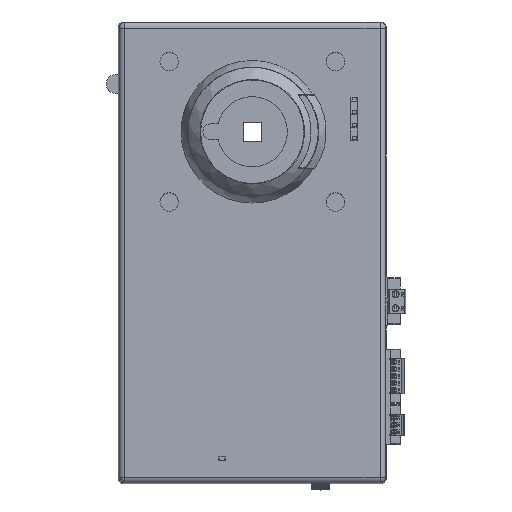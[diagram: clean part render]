
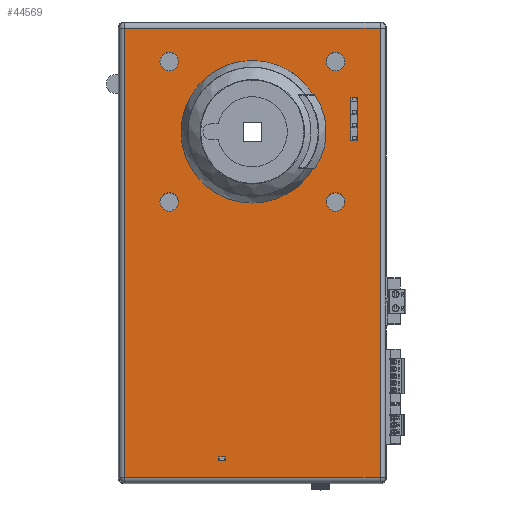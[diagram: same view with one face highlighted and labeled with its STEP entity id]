
A CAD part, top view. The second image highlights one B-rep face of the part: STEP entity #44569.
In plain terms, the highlighted planar face has unit normal (0, 0, 1).
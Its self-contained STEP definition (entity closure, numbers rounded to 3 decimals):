
#1535=LINE('',#64366,#6407);
#1584=LINE('',#64483,#6456);
#1638=LINE('',#64597,#6510);
#1641=LINE('',#64603,#6513);
#1642=LINE('',#64605,#6514);
#1643=LINE('',#64606,#6515);
#1662=LINE('',#64644,#6534);
#1665=LINE('',#64649,#6537);
#1845=LINE('',#65835,#6717);
#1854=LINE('',#65849,#6726);
#1855=LINE('',#65851,#6727);
#1862=LINE('',#65862,#6734);
#1863=LINE('',#65865,#6735);
#1865=LINE('',#65869,#6737);
#1870=LINE('',#65878,#6742);
#2013=LINE('',#66306,#6885);
#2014=LINE('',#66310,#6886);
#2015=LINE('',#66311,#6887);
#6407=VECTOR('',#52081,2.3);
#6456=VECTOR('',#52170,243.301);
#6510=VECTOR('',#52256,0.878);
#6513=VECTOR('',#52261,0.144);
#6514=VECTOR('',#52262,2.3);
#6515=VECTOR('',#52263,0.144);
#6534=VECTOR('',#52294,0.75);
#6537=VECTOR('',#52299,0.499);
#6717=VECTOR('',#52971,23.017);
#6726=VECTOR('',#52982,3.517);
#6727=VECTOR('',#52985,23.017);
#6734=VECTOR('',#52994,0.34);
#6735=VECTOR('',#52997,2.049);
#6737=VECTOR('',#53001,3.549);
#6742=VECTOR('',#53010,2.049);
#6885=VECTOR('',#53333,138.301);
#6886=VECTOR('',#53338,138.301);
#6887=VECTOR('',#53339,243.301);
#10838=PLANE('',#47296);
#12166=FACE_BOUND('',#15570,.T.);
#12167=FACE_BOUND('',#15571,.T.);
#12168=FACE_BOUND('',#15572,.T.);
#12169=FACE_BOUND('',#15573,.T.);
#12170=FACE_BOUND('',#15574,.T.);
#12171=FACE_BOUND('',#15575,.T.);
#12172=FACE_BOUND('',#15576,.T.);
#13078=FACE_OUTER_BOUND('',#15569,.T.);
#15569=EDGE_LOOP('',(#32666,#32667,#32668,#32669));
#15570=EDGE_LOOP('',(#32670,#32671,#32672,#32673,#32674,#32675,#32676,#32677));
#15571=EDGE_LOOP('',(#32678));
#15572=EDGE_LOOP('',(#32679));
#15573=EDGE_LOOP('',(#32680));
#15574=EDGE_LOOP('',(#32681));
#15575=EDGE_LOOP('',(#32682));
#15576=EDGE_LOOP('',(#32683,#32684,#32685,#32686,#32687,#32688));
#17771=CIRCLE('',#47082,38.595);
#17789=CIRCLE('',#47177,5.);
#17792=CIRCLE('',#47183,5.);
#17795=CIRCLE('',#47189,5.);
#17798=CIRCLE('',#47195,5.);
#19419=VERTEX_POINT('',#64310);
#19423=VERTEX_POINT('',#64320);
#19432=VERTEX_POINT('',#64347);
#19439=VERTEX_POINT('',#64365);
#19486=VERTEX_POINT('',#64480);
#19487=VERTEX_POINT('',#64482);
#19531=VERTEX_POINT('',#64596);
#19533=VERTEX_POINT('',#64602);
#19534=VERTEX_POINT('',#64604);
#19547=VERTEX_POINT('',#64643);
#19548=VERTEX_POINT('',#64647);
#19721=VERTEX_POINT('',#65466);
#19788=VERTEX_POINT('',#65801);
#19791=VERTEX_POINT('',#65810);
#19794=VERTEX_POINT('',#65819);
#19797=VERTEX_POINT('',#65828);
#19798=VERTEX_POINT('',#65832);
#19799=VERTEX_POINT('',#65834);
#19803=VERTEX_POINT('',#65847);
#19807=VERTEX_POINT('',#65864);
#19808=VERTEX_POINT('',#65868);
#19937=VERTEX_POINT('',#66305);
#19938=VERTEX_POINT('',#66309);
#23968=EDGE_CURVE('',#19439,#19432,#1535,.T.);
#24026=EDGE_CURVE('',#19487,#19486,#1584,.T.);
#24083=EDGE_CURVE('',#19531,#19423,#1638,.T.);
#24086=EDGE_CURVE('',#19533,#19419,#1641,.T.);
#24087=EDGE_CURVE('',#19534,#19533,#1642,.T.);
#24088=EDGE_CURVE('',#19423,#19534,#1643,.T.);
#24107=EDGE_CURVE('',#19547,#19439,#1662,.T.);
#24110=EDGE_CURVE('',#19432,#19548,#1665,.T.);
#24331=EDGE_CURVE('',#19721,#19721,#17771,.T.);
#24448=EDGE_CURVE('',#19788,#19788,#17789,.T.);
#24451=EDGE_CURVE('',#19791,#19791,#17792,.T.);
#24454=EDGE_CURVE('',#19794,#19794,#17795,.T.);
#24457=EDGE_CURVE('',#19797,#19797,#17798,.T.);
#24459=EDGE_CURVE('',#19799,#19798,#1845,.T.);
#24468=EDGE_CURVE('',#19798,#19803,#1854,.T.);
#24469=EDGE_CURVE('',#19803,#19531,#1855,.T.);
#24476=EDGE_CURVE('',#19419,#19799,#1862,.T.);
#24477=EDGE_CURVE('',#19807,#19547,#1863,.T.);
#24479=EDGE_CURVE('',#19808,#19807,#1865,.T.);
#24484=EDGE_CURVE('',#19548,#19808,#1870,.T.);
#24672=EDGE_CURVE('',#19937,#19487,#2013,.T.);
#24674=EDGE_CURVE('',#19486,#19938,#2014,.T.);
#24675=EDGE_CURVE('',#19938,#19937,#2015,.T.);
#32666=ORIENTED_EDGE('',*,*,#24672,.T.);
#32667=ORIENTED_EDGE('',*,*,#24026,.T.);
#32668=ORIENTED_EDGE('',*,*,#24674,.T.);
#32669=ORIENTED_EDGE('',*,*,#24675,.T.);
#32670=ORIENTED_EDGE('',*,*,#24086,.T.);
#32671=ORIENTED_EDGE('',*,*,#24476,.T.);
#32672=ORIENTED_EDGE('',*,*,#24459,.T.);
#32673=ORIENTED_EDGE('',*,*,#24468,.T.);
#32674=ORIENTED_EDGE('',*,*,#24469,.T.);
#32675=ORIENTED_EDGE('',*,*,#24083,.T.);
#32676=ORIENTED_EDGE('',*,*,#24088,.T.);
#32677=ORIENTED_EDGE('',*,*,#24087,.T.);
#32678=ORIENTED_EDGE('',*,*,#24331,.T.);
#32679=ORIENTED_EDGE('',*,*,#24448,.T.);
#32680=ORIENTED_EDGE('',*,*,#24451,.T.);
#32681=ORIENTED_EDGE('',*,*,#24454,.T.);
#32682=ORIENTED_EDGE('',*,*,#24457,.T.);
#32683=ORIENTED_EDGE('',*,*,#24484,.T.);
#32684=ORIENTED_EDGE('',*,*,#24479,.T.);
#32685=ORIENTED_EDGE('',*,*,#24477,.T.);
#32686=ORIENTED_EDGE('',*,*,#24107,.T.);
#32687=ORIENTED_EDGE('',*,*,#23968,.T.);
#32688=ORIENTED_EDGE('',*,*,#24110,.T.);
#44569=ADVANCED_FACE('',(#13078,#12166,#12167,#12168,#12169,#12170,#12171,
#12172),#10838,.T.);
#47082=AXIS2_PLACEMENT_3D('',#65467,#52663,#52664);
#47177=AXIS2_PLACEMENT_3D('',#65802,#52928,#52929);
#47183=AXIS2_PLACEMENT_3D('',#65811,#52940,#52941);
#47189=AXIS2_PLACEMENT_3D('',#65820,#52952,#52953);
#47195=AXIS2_PLACEMENT_3D('',#65829,#52964,#52965);
#47296=AXIS2_PLACEMENT_3D('',#66308,#53336,#53337);
#52081=DIRECTION('',(1.,0.,0.));
#52170=DIRECTION('',(0.,1.,0.));
#52256=DIRECTION('',(1.,0.,0.));
#52261=DIRECTION('',(0.,-1.,0.));
#52262=DIRECTION('',(1.,0.,0.));
#52263=DIRECTION('',(0.,1.,0.));
#52294=DIRECTION('',(1.,0.,0.));
#52299=DIRECTION('',(1.,0.,0.));
#52663=DIRECTION('center_axis',(0.,0.,
-1.));
#52664=DIRECTION('ref_axis',(0.,1.,0.));
#52928=DIRECTION('center_axis',(0.,0.,
-1.));
#52929=DIRECTION('ref_axis',(-1.,0.,0.));
#52940=DIRECTION('center_axis',(0.,0.,
-1.));
#52941=DIRECTION('ref_axis',(-1.,0.,0.));
#52952=DIRECTION('center_axis',(0.,0.,
-1.));
#52953=DIRECTION('ref_axis',(-1.,0.,0.));
#52964=DIRECTION('center_axis',(0.,0.,
-1.));
#52965=DIRECTION('ref_axis',(-1.,0.,0.));
#52971=DIRECTION('',(0.,-1.,0.));
#52982=DIRECTION('',(-1.,0.,0.));
#52985=DIRECTION('',(0.,1.,0.));
#52994=DIRECTION('',(1.,0.,0.));
#52997=DIRECTION('',(0.,1.,0.));
#53001=DIRECTION('',(-1.,0.,0.));
#53010=DIRECTION('',(0.,-1.,0.));
#53333=DIRECTION('',(1.,0.,0.));
#53336=DIRECTION('center_axis',(0.,0.,
1.));
#53337=DIRECTION('ref_axis',(1.,0.,0.));
#53338=DIRECTION('',(-1.,0.,0.));
#53339=DIRECTION('',(0.,-1.,0.));
#64310=CARTESIAN_POINT('',(80.36,125.356,45.043));
#64320=CARTESIAN_POINT('',(78.06,125.356,45.043));
#64347=CARTESIAN_POINT('',(8.717,-69.129,45.043));
#64365=CARTESIAN_POINT('',(6.417,-69.129,45.043));
#64366=CARTESIAN_POINT('',(14.804,-69.129,45.043));
#64480=CARTESIAN_POINT('',(93.092,162.997,45.043));
#64482=CARTESIAN_POINT('',(93.092,-80.303,45.043));
#64483=CARTESIAN_POINT('',(93.092,-80.303,45.043));
#64596=CARTESIAN_POINT('',(77.182,125.356,45.043));
#64597=CARTESIAN_POINT('',(50.562,125.356,45.043));
#64602=CARTESIAN_POINT('',(80.36,125.499,45.043));
#64603=CARTESIAN_POINT('',(80.36,83.423,45.043));
#64604=CARTESIAN_POINT('',(78.06,125.499,45.043));
#64605=CARTESIAN_POINT('',(51.001,125.499,45.043));
#64606=CARTESIAN_POINT('',(78.06,82.423,45.043));
#64643=CARTESIAN_POINT('',(5.667,-69.129,45.043));
#64644=CARTESIAN_POINT('',(14.804,-69.129,45.043));
#64647=CARTESIAN_POINT('',(9.216,-69.129,45.043));
#64649=CARTESIAN_POINT('',(14.804,-69.129,45.043));
#65466=CARTESIAN_POINT('',(23.941,68.252,45.043));
#65467=CARTESIAN_POINT('Origin',(23.941,106.847,45.043));
#65801=CARTESIAN_POINT('',(-16.059,68.847,45.043));
#65802=CARTESIAN_POINT('Origin',(-21.059,68.847,45.043));
#65810=CARTESIAN_POINT('',(73.941,144.847,45.043));
#65811=CARTESIAN_POINT('Origin',(68.941,144.847,45.043));
#65819=CARTESIAN_POINT('',(73.941,68.847,45.043));
#65820=CARTESIAN_POINT('Origin',(68.941,68.847,45.043));
#65828=CARTESIAN_POINT('',(-16.059,144.847,45.043));
#65829=CARTESIAN_POINT('Origin',(-21.059,144.847,45.043));
#65832=CARTESIAN_POINT('',(80.7,102.338,45.043));
#65834=CARTESIAN_POINT('',(80.7,125.356,45.043));
#65835=CARTESIAN_POINT('',(80.7,83.351,45.043));
#65847=CARTESIAN_POINT('',(77.182,102.338,45.043));
#65849=CARTESIAN_POINT('',(52.321,102.338,45.043));
#65851=CARTESIAN_POINT('',(77.182,71.843,45.043));
#65862=CARTESIAN_POINT('',(50.562,125.356,45.043));
#65864=CARTESIAN_POINT('',(5.667,-71.177,45.043));
#65865=CARTESIAN_POINT('',(5.667,-14.915,45.043));
#65868=CARTESIAN_POINT('',(9.216,-71.177,45.043));
#65869=CARTESIAN_POINT('',(16.578,-71.177,45.043));
#65878=CARTESIAN_POINT('',(9.216,-13.891,45.043));
#66305=CARTESIAN_POINT('',(-45.209,-80.303,45.043));
#66306=CARTESIAN_POINT('',(-45.209,-80.303,45.043));
#66308=CARTESIAN_POINT('Origin',(23.941,41.347,45.043));
#66309=CARTESIAN_POINT('',(-45.209,162.997,45.043));
#66310=CARTESIAN_POINT('',(93.092,162.997,45.043));
#66311=CARTESIAN_POINT('',(-45.209,162.997,45.043));
